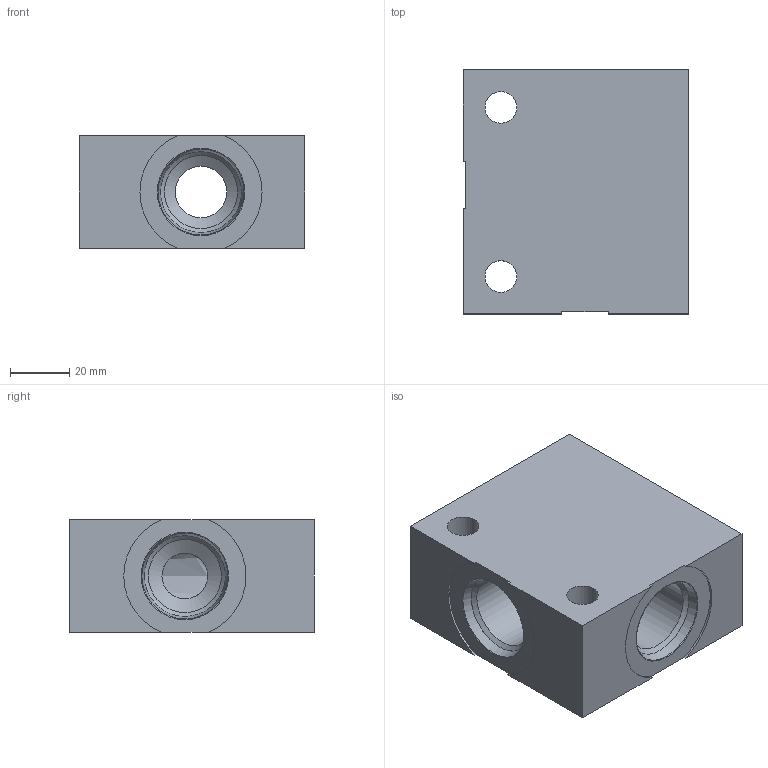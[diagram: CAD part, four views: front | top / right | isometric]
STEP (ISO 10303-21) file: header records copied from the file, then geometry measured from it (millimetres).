
FILE_DESCRIPTION((''),'2;1');
FILE_NAME('T2-12T.stp','2015-06-04T15:22:29',('jml'),(''),'Autodesk Inventor 2010','Autodesk Inventor 2010','');
FILE_SCHEMA(('AUTOMOTIVE_DESIGN { 1 0 10303 214 1 1 1 1 }'));
Length unit declared in the file: inch
Products named in the file (1): 300218-8
Bounding box: 76.2 x 82.55 x 38.1 mm (x, y, z)
Volume: 174976.1 mm3; surface area: 34686.6 mm2
Topology: 1 solids, 1 shells, 50 faces, 118 edges, 75 vertices
Faces by surface type: bspline 17, plane 15, cone 8, cylinder 6, torus 4
Full cylindrical faces by diameter (mm): 24.613 x1, 27.381 x1
Entity records: 1510 total; most frequent: CARTESIAN_POINT 527, DIRECTION 190, ORIENTED_EDGE 156, EDGE_LOOP 95, AXIS2_PLACEMENT_3D 81, EDGE_CURVE 78, VERTEX_POINT 65, FACE_OUTER_BOUND 50
